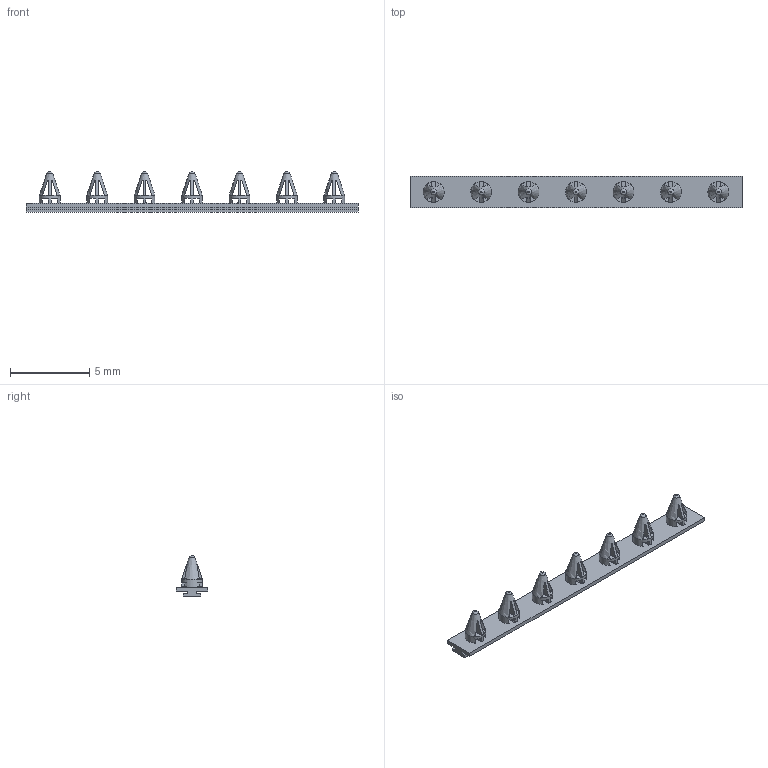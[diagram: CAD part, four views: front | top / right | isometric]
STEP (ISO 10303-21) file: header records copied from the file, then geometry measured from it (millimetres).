
FILE_DESCRIPTION((''),'2;1');
FILE_NAME('de_743_cone_dunnage.stp','2008-01-24T13:30:25',(''),(''),'AutoCAD STEP 2000i','AutoCAD 2000i',', , ');
FILE_SCHEMA(('CONFIG_CONTROL_DESIGN'));
Length unit declared in the file: millimetre
Products named in the file (1): Product
Bounding box: 21 x 2 x 2.58 mm (x, y, z)
Volume: 23 mm3; surface area: 206.1 mm2
Topology: 1 solids, 1 shells, 224 faces, 701 edges, 444 vertices
Faces by surface type: bspline 223, plane 1
Entity records: 8555 total; most frequent: CARTESIAN_POINT 4534, ORIENTED_EDGE 1402, EDGE_CURVE 701, B_SPLINE_CURVE_WITH_KNOTS 502, VERTEX_POINT 444, EDGE_LOOP 245, FACE_OUTER_BOUND 224, ADVANCED_FACE 224
